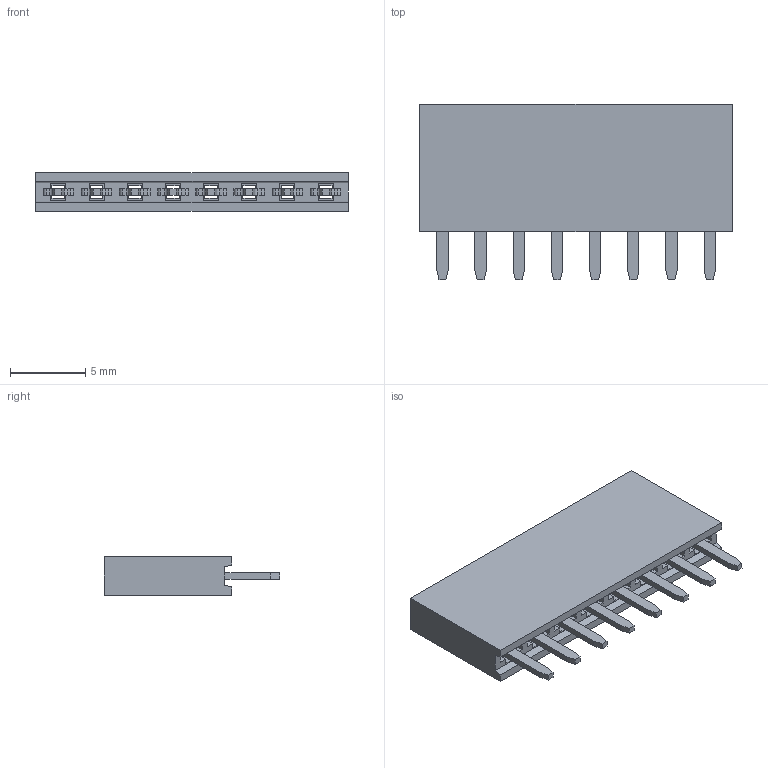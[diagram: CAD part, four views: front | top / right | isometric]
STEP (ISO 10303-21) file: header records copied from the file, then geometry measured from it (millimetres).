
FILE_DESCRIPTION(/* description */ (''),/* implementation_level */ '2;1');
FILE_NAME(/* name */ 'Con-8x1-PPPC081LFBN-RC v2.step',/* time_stamp */ '2021-06-01T15:09:01+02:00',/* author */ (''),/* organization */ (''),/* preprocessor_version */ 'ST-DEVELOPER v18.1',/* originating_system */ 'Autodesk Translation Framework v10.9.0.1377',/* authorisation */ '');
FILE_SCHEMA (('AUTOMOTIVE_DESIGN { 1 0 10303 214 3 1 1 }'));
Length unit declared in the file: inch
Products named in the file (1): Con-8x1-PPPC081LFBN-RC
Bounding box: 20.82 x 11.7 x 2.54 mm (x, y, z)
Volume: 373.7 mm3; surface area: 1178.3 mm2
Topology: 9 solids, 9 shells, 402 faces, 1128 edges, 752 vertices
Faces by surface type: plane 314, cylinder 88
Entity records: 12921 total; most frequent: CARTESIAN_POINT 2283, ORIENTED_EDGE 2256, DIRECTION 2110, EDGE_CURVE 1128, LINE 952, VECTOR 952, VERTEX_POINT 752, AXIS2_PLACEMENT_3D 579
